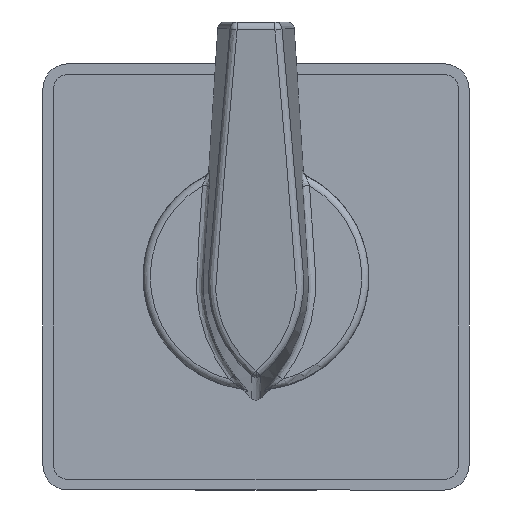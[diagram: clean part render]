
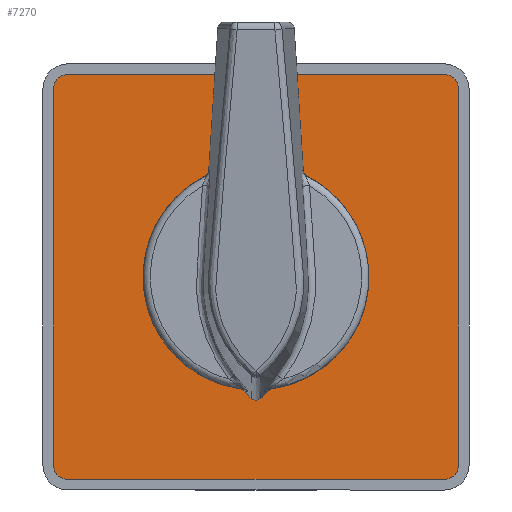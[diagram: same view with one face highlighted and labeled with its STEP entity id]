
A CAD part, front view. The second image highlights one B-rep face of the part: STEP entity #7270.
In plain terms, the highlighted face is planar.
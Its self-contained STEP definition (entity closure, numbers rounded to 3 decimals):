
#50 = ORIENTED_EDGE ( 'NONE', *, *, #5524, .F. ) ;
#121 = DIRECTION ( 'NONE',  ( 0., 1., 0. ) ) ;
#394 = VECTOR ( 'NONE', #121, 1000. ) ;
#459 = DIRECTION ( 'NONE',  ( 0., 0., 1. ) ) ;
#467 = DIRECTION ( 'NONE',  ( 0., 0., 1. ) ) ;
#484 = VERTEX_POINT ( 'NONE', #1952 ) ;
#495 = CARTESIAN_POINT ( 'NONE',  ( 13.25, 14.25, 0. ) ) ;
#522 = FACE_BOUND ( 'NONE', #1018, .T. ) ;
#557 = CARTESIAN_POINT ( 'NONE',  ( -13.25, 14.25, 0. ) ) ;
#1018 = EDGE_LOOP ( 'NONE', ( #8456, #7036 ) ) ;
#1072 = LINE ( 'NONE', #8929, #394 ) ;
#1225 = DIRECTION ( 'NONE',  ( 0., -1., 0. ) ) ;
#1277 = CARTESIAN_POINT ( 'NONE',  ( 13.25, -13.25, 0. ) ) ;
#1522 = PLANE ( 'NONE',  #11888 ) ;
#1629 = CARTESIAN_POINT ( 'NONE',  ( 0., 0., 0. ) ) ;
#1871 = VERTEX_POINT ( 'NONE', #9479 ) ;
#1876 = CIRCLE ( 'NONE', #6612, 7. ) ;
#1952 = CARTESIAN_POINT ( 'NONE',  ( -14.25, -13.25, 0. ) ) ;
#2222 = CIRCLE ( 'NONE', #11070, 7. ) ;
#2258 = DIRECTION ( 'NONE',  ( 0., 0., 1. ) ) ;
#2293 = LINE ( 'NONE', #8167, #2775 ) ;
#2477 = AXIS2_PLACEMENT_3D ( 'NONE', #1277, #11987, #6018 ) ;
#2775 = VECTOR ( 'NONE', #4288, 1000. ) ;
#3037 = VERTEX_POINT ( 'NONE', #5149 ) ;
#3280 = CIRCLE ( 'NONE', #12157, 1. ) ;
#3310 = EDGE_CURVE ( 'NONE', #3037, #12361, #1876, .T. ) ;
#3952 = ORIENTED_EDGE ( 'NONE', *, *, #11189, .F. ) ;
#4159 = VERTEX_POINT ( 'NONE', #9526 ) ;
#4180 = VERTEX_POINT ( 'NONE', #12387 ) ;
#4288 = DIRECTION ( 'NONE',  ( 1., 0., 0. ) ) ;
#4359 = DIRECTION ( 'NONE',  ( -1., 0., 0. ) ) ;
#4417 = CARTESIAN_POINT ( 'NONE',  ( 13.25, 13.25, 0. ) ) ;
#4756 = EDGE_CURVE ( 'NONE', #6812, #11737, #11180, .T. ) ;
#4870 = ORIENTED_EDGE ( 'NONE', *, *, #7944, .F. ) ;
#4948 = CARTESIAN_POINT ( 'NONE',  ( -14.25, 13.25, 0. ) ) ;
#5038 = VECTOR ( 'NONE', #8433, 1000. ) ;
#5149 = CARTESIAN_POINT ( 'NONE',  ( -7., 0., 0. ) ) ;
#5321 = VECTOR ( 'NONE', #1225, 1000. ) ;
#5524 = EDGE_CURVE ( 'NONE', #4180, #1871, #2293, .T. ) ;
#5731 = EDGE_CURVE ( 'NONE', #11737, #10774, #11268, .T. ) ;
#5835 = DIRECTION ( 'NONE',  ( 0., 0., 1. ) ) ;
#5958 = DIRECTION ( 'NONE',  ( 1., 0., 0. ) ) ;
#6018 = DIRECTION ( 'NONE',  ( -1., 0., 0. ) ) ;
#6370 = CIRCLE ( 'NONE', #9680, 1. ) ;
#6427 = EDGE_LOOP ( 'NONE', ( #10350, #4870, #10875, #50, #9789, #9649, #3952, #9990 ) ) ;
#6444 = DIRECTION ( 'NONE',  ( 0., 0., 1. ) ) ;
#6477 = CARTESIAN_POINT ( 'NONE',  ( 14.25, 13.25, 0. ) ) ;
#6612 = AXIS2_PLACEMENT_3D ( 'NONE', #11665, #5835, #5958 ) ;
#6812 = VERTEX_POINT ( 'NONE', #6477 ) ;
#7036 = ORIENTED_EDGE ( 'NONE', *, *, #9371, .T. ) ;
#7270 = ADVANCED_FACE ( 'NONE', ( #12364, #522 ), #1522, .T. ) ;
#7396 = CARTESIAN_POINT ( 'NONE',  ( -13.25, -13.25, 0. ) ) ;
#7944 = EDGE_CURVE ( 'NONE', #11705, #6812, #1072, .T. ) ;
#8167 = CARTESIAN_POINT ( 'NONE',  ( 13.25, -14.25, 0. ) ) ;
#8269 = DIRECTION ( 'NONE',  ( -1., 0., 0. ) ) ;
#8433 = DIRECTION ( 'NONE',  ( -1., 0., 0. ) ) ;
#8456 = ORIENTED_EDGE ( 'NONE', *, *, #3310, .T. ) ;
#8929 = CARTESIAN_POINT ( 'NONE',  ( 14.25, 13.25, 0. ) ) ;
#9371 = EDGE_CURVE ( 'NONE', #12361, #3037, #2222, .T. ) ;
#9445 = DIRECTION ( 'NONE',  ( -1., 0., 0. ) ) ;
#9479 = CARTESIAN_POINT ( 'NONE',  ( 13.25, -14.25, 0. ) ) ;
#9526 = CARTESIAN_POINT ( 'NONE',  ( -14.25, 13.25, 0. ) ) ;
#9649 = ORIENTED_EDGE ( 'NONE', *, *, #10073, .F. ) ;
#9680 = AXIS2_PLACEMENT_3D ( 'NONE', #12433, #459, #4359 ) ;
#9787 = LINE ( 'NONE', #4948, #5321 ) ;
#9789 = ORIENTED_EDGE ( 'NONE', *, *, #10237, .F. ) ;
#9990 = ORIENTED_EDGE ( 'NONE', *, *, #5731, .F. ) ;
#10073 = EDGE_CURVE ( 'NONE', #4159, #484, #9787, .T. ) ;
#10145 = AXIS2_PLACEMENT_3D ( 'NONE', #11092, #2258, #8269 ) ;
#10237 = EDGE_CURVE ( 'NONE', #484, #4180, #3280, .T. ) ;
#10262 = DIRECTION ( 'NONE',  ( 1., 0., 0. ) ) ;
#10350 = ORIENTED_EDGE ( 'NONE', *, *, #4756, .F. ) ;
#10774 = VERTEX_POINT ( 'NONE', #557 ) ;
#10806 = CARTESIAN_POINT ( 'NONE',  ( 7., 0., 0. ) ) ;
#10875 = ORIENTED_EDGE ( 'NONE', *, *, #11102, .F. ) ;
#11070 = AXIS2_PLACEMENT_3D ( 'NONE', #1629, #6444, #10262 ) ;
#11092 = CARTESIAN_POINT ( 'NONE',  ( 13.25, 13.25, 0. ) ) ;
#11102 = EDGE_CURVE ( 'NONE', #1871, #11705, #11119, .T. ) ;
#11119 = CIRCLE ( 'NONE', #2477, 1. ) ;
#11180 = CIRCLE ( 'NONE', #10145, 1. ) ;
#11182 = DIRECTION ( 'NONE',  ( 0., 0., -1. ) ) ;
#11189 = EDGE_CURVE ( 'NONE', #10774, #4159, #6370, .T. ) ;
#11268 = LINE ( 'NONE', #12312, #5038 ) ;
#11333 = DIRECTION ( 'NONE',  ( -1., 0., 0. ) ) ;
#11665 = CARTESIAN_POINT ( 'NONE',  ( 0., 0., 0. ) ) ;
#11705 = VERTEX_POINT ( 'NONE', #12149 ) ;
#11737 = VERTEX_POINT ( 'NONE', #495 ) ;
#11888 = AXIS2_PLACEMENT_3D ( 'NONE', #4417, #11182, #9445 ) ;
#11987 = DIRECTION ( 'NONE',  ( 0., 0., 1. ) ) ;
#12149 = CARTESIAN_POINT ( 'NONE',  ( 14.25, -13.25, 0. ) ) ;
#12157 = AXIS2_PLACEMENT_3D ( 'NONE', #7396, #467, #11333 ) ;
#12312 = CARTESIAN_POINT ( 'NONE',  ( 13.25, 14.25, 0. ) ) ;
#12361 = VERTEX_POINT ( 'NONE', #10806 ) ;
#12364 = FACE_OUTER_BOUND ( 'NONE', #6427, .T. ) ;
#12387 = CARTESIAN_POINT ( 'NONE',  ( -13.25, -14.25, 0. ) ) ;
#12433 = CARTESIAN_POINT ( 'NONE',  ( -13.25, 13.25, 0. ) ) ;
